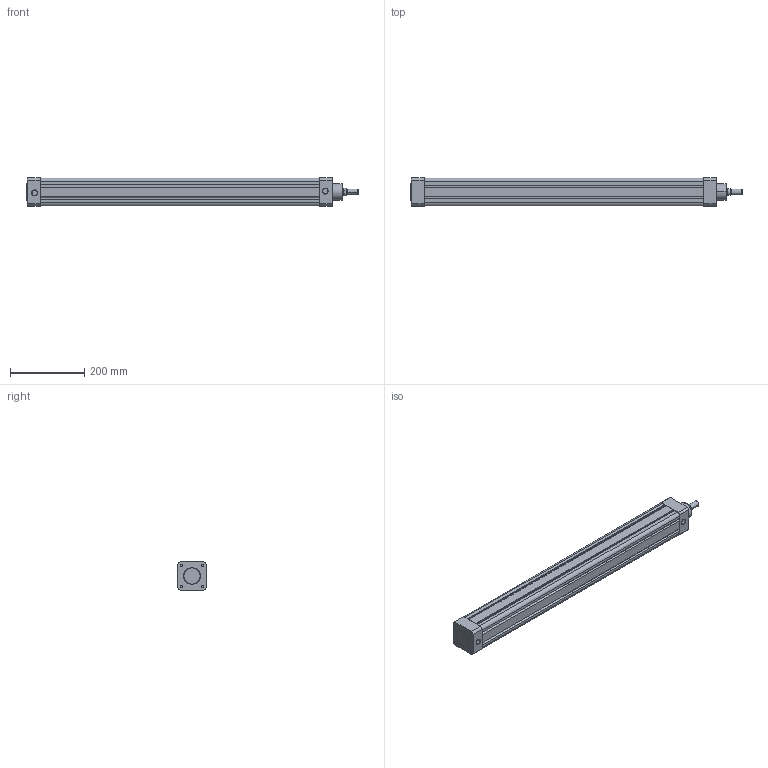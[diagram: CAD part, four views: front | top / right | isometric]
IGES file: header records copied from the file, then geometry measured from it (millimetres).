
Start section: SolidWorks IGES file using analytic representation for surfaces
Global section: file name: ISP  63-700   CYLINDER.IGS; native system: SolidWorks 2010; preprocessor: SolidWorks 2010; author: HASAN; date: 100803.181555; units: millimetre
Bounding box: 894 x 76 x 76 mm (x, y, z)
Surface area: 616491.8 mm2 (no closed solid volume)
Topology: 0 solids, 0 shells, 194 faces, 2840 edges, 2840 vertices
Faces by surface type: bspline 108, revolution 86
